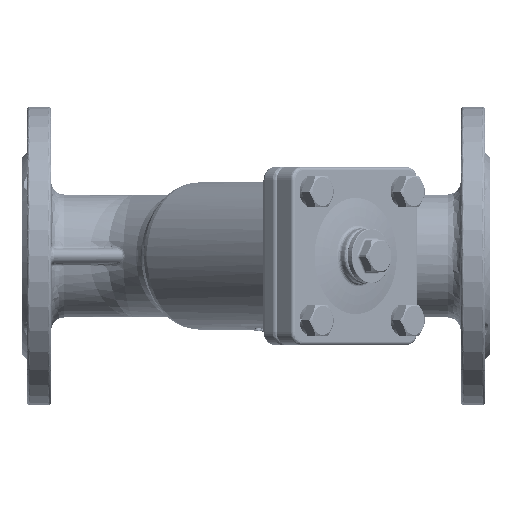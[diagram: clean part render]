
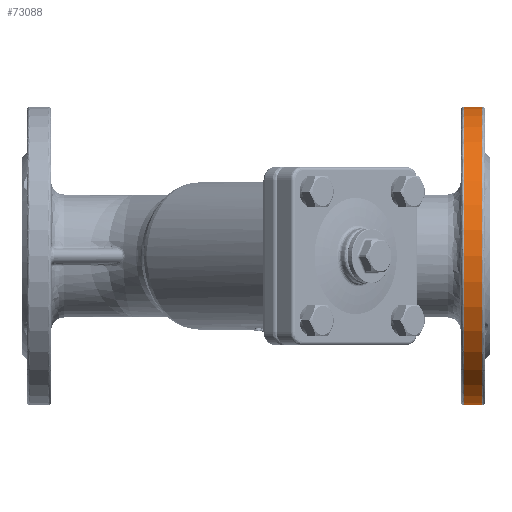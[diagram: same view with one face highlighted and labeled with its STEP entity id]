
A CAD part, front view. The second image highlights one B-rep face of the part: STEP entity #73088.
In plain terms, the highlighted cylindrical face has radius 92.5 mm (diameter 185 mm), a partial arc.
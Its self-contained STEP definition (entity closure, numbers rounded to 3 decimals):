
#476 = FACE_OUTER_BOUND ( 'NONE', #125884, .T. ) ;
#6111 = LINE ( 'NONE', #69263, #193594 ) ;
#11766 = CARTESIAN_POINT ( 'NONE',  ( 7.5, 0., 92.5 ) ) ;
#20814 = VERTEX_POINT ( 'NONE', #92804 ) ;
#21491 = DIRECTION ( 'NONE',  ( 0., 0., -1. ) ) ;
#21608 = VERTEX_POINT ( 'NONE', #28028 ) ;
#28028 = CARTESIAN_POINT ( 'NONE',  ( 254., 0., -92.5 ) ) ;
#35287 = DIRECTION ( 'NONE',  ( 1., 0., 0. ) ) ;
#45455 = EDGE_CURVE ( 'NONE', #20814, #84100, #199214, .T. ) ;
#69263 = CARTESIAN_POINT ( 'NONE',  ( 7.5, 0., -92.5 ) ) ;
#72867 = CARTESIAN_POINT ( 'NONE',  ( 265.003, 0., 92.5 ) ) ;
#73088 = ADVANCED_FACE ( 'NONE', ( #476 ), #110694, .T. ) ;
#81078 = CIRCLE ( 'NONE', #191035, 92.5 ) ;
#81632 = VECTOR ( 'NONE', #250000, 1000. ) ;
#84100 = VERTEX_POINT ( 'NONE', #72867 ) ;
#92804 = CARTESIAN_POINT ( 'NONE',  ( 254., 0., 92.5 ) ) ;
#98411 = EDGE_CURVE ( 'NONE', #21608, #110191, #6111, .T. ) ;
#106180 = CARTESIAN_POINT ( 'NONE',  ( 7.5, 0., 0. ) ) ;
#108208 = DIRECTION ( 'NONE',  ( 0., 0., -1. ) ) ;
#110191 = VERTEX_POINT ( 'NONE', #230370 ) ;
#110694 = CYLINDRICAL_SURFACE ( 'NONE', #159510, 92.5 ) ;
#115692 = EDGE_CURVE ( 'NONE', #21608, #20814, #81078, .T. ) ;
#123139 = EDGE_CURVE ( 'NONE', #110191, #84100, #208726, .T. ) ;
#125884 = EDGE_LOOP ( 'NONE', ( #190283, #222240, #255799, #240828 ) ) ;
#132809 = DIRECTION ( 'NONE',  ( -1., 0., 0. ) ) ;
#140215 = AXIS2_PLACEMENT_3D ( 'NONE', #302900, #162273, #21491 ) ;
#159510 = AXIS2_PLACEMENT_3D ( 'NONE', #106180, #35287, #108208 ) ;
#162273 = DIRECTION ( 'NONE',  ( -1., 0., 0. ) ) ;
#190283 = ORIENTED_EDGE ( 'NONE', *, *, #45455, .F. ) ;
#191035 = AXIS2_PLACEMENT_3D ( 'NONE', #273482, #132809, #297071 ) ;
#193594 = VECTOR ( 'NONE', #209986, 1000. ) ;
#199214 = LINE ( 'NONE', #11766, #81632 ) ;
#208726 = CIRCLE ( 'NONE', #140215, 92.5 ) ;
#209986 = DIRECTION ( 'NONE',  ( 1., 0., 0. ) ) ;
#222240 = ORIENTED_EDGE ( 'NONE', *, *, #115692, .F. ) ;
#230370 = CARTESIAN_POINT ( 'NONE',  ( 265.003, 0., -92.5 ) ) ;
#240828 = ORIENTED_EDGE ( 'NONE', *, *, #123139, .T. ) ;
#250000 = DIRECTION ( 'NONE',  ( 1., 0., 0. ) ) ;
#255799 = ORIENTED_EDGE ( 'NONE', *, *, #98411, .T. ) ;
#273482 = CARTESIAN_POINT ( 'NONE',  ( 254., 0., 0. ) ) ;
#297071 = DIRECTION ( 'NONE',  ( 0., 0., -1. ) ) ;
#302900 = CARTESIAN_POINT ( 'NONE',  ( 265.003, 0., 0. ) ) ;
